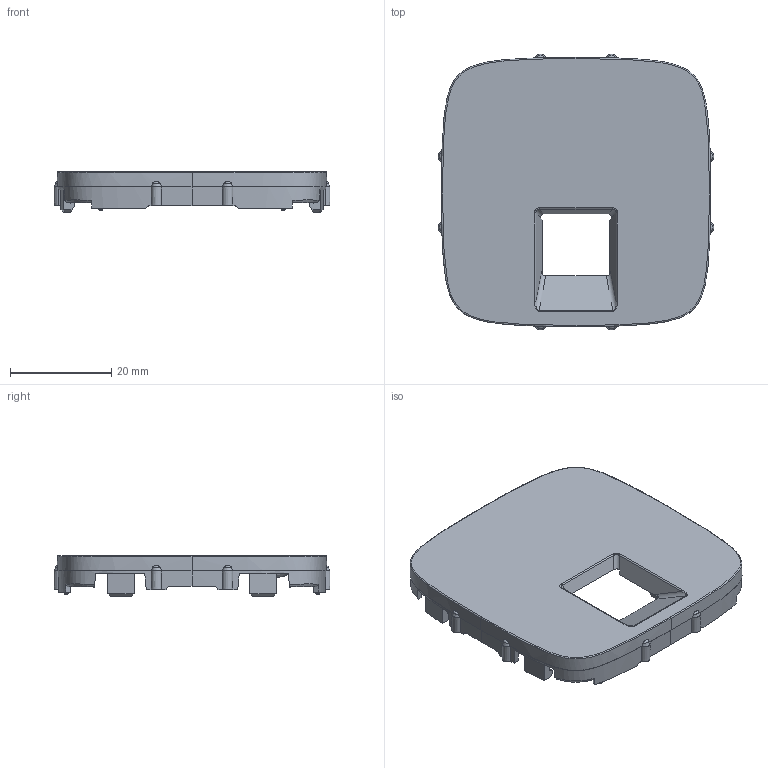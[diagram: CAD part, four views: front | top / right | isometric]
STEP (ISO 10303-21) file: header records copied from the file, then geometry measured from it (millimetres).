
FILE_DESCRIPTION(('CATIA V5 STEP Exchange','CAx-IF Rec.Pracs.--- Model Styling and Organization---1.4--- 2014-01-23'),'2;1');
FILE_NAME('755415_AllCATPart.stp','2020-02-25T08:57:32+00:00',('none'),('none'),'CATIA Version 5-6 Release 2017 SP3','CATIA V5 STEP AP214','none');
FILE_SCHEMA(('AUTOMOTIVE_DESIGN { 1 0 10303 214 1 1 1 1 }'));
Products named in the file (1): 755415_AllCATPart
Bounding box: 54.4 x 54.4 x 8 mm (x, y, z)
Volume: 4269 mm3; surface area: 7550.1 mm2
Topology: 1 solids, 1 shells, 3353 faces, 9865 edges, 6551 vertices
Faces by surface type: plane 3217, bspline 56, cylinder 34, cone 28, torus 16, sphere 2
Entity records: 115833 total; most frequent: CARTESIAN_POINT 26233, ORIENTED_EDGE 19718, DIRECTION 15007, EDGE_CURVE 9859, VECTOR 8649, LINE 8649, VERTEX_POINT 6551, EDGE_LOOP 3398
